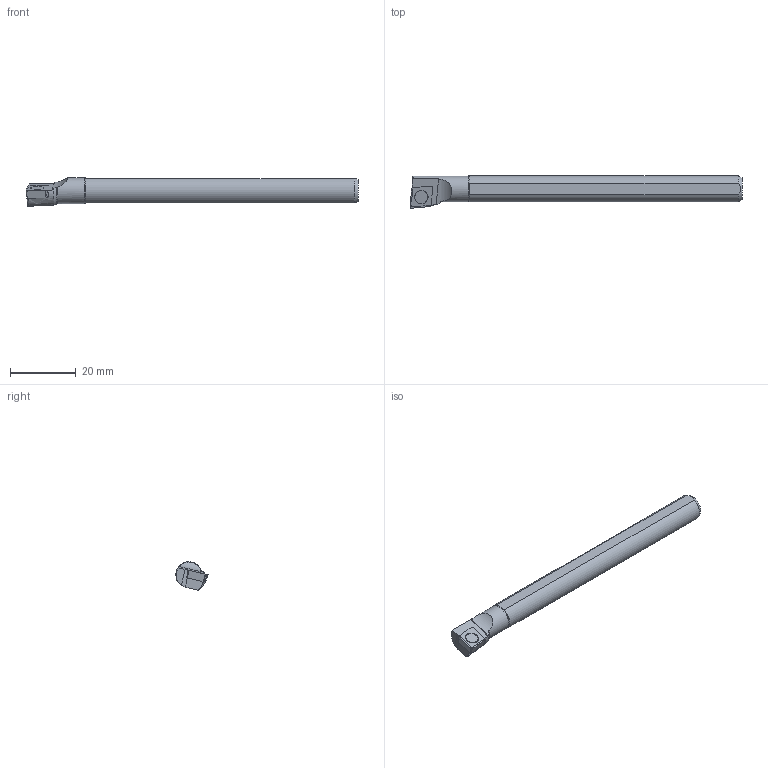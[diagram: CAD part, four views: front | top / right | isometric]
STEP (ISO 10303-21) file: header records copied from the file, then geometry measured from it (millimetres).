
FILE_DESCRIPTION(/* description */ (''),/* implementation_level */ '2;1');
FILE_NAME(/* name */ 'A08HSCLCR06_SIM.stp',/* time_stamp */ '2022-02-21T09:14:28+01:00',/* author */ (''),/* organization */ (''),/* preprocessor_version */ 'ST-DEVELOPER v16.7',/* originating_system */ 'SIEMENS PLM Software NX 12.0',/* authorisation */ '');
FILE_SCHEMA (('AUTOMOTIVE_DESIGN { 1 0 10303 214 3 1 1 1 }'));
Length unit declared in the file: millimetre
Products named in the file (1): model1
Bounding box: 101.09 x 9.86 x 8.63 mm (x, y, z)
Volume: 4836.7 mm3; surface area: 2724.8 mm2
Topology: 2 solids, 2 shells, 43 faces, 110 edges, 72 vertices
Faces by surface type: plane 21, cone 9, cylinder 8, torus 5
Full cylindrical faces by diameter (mm): 2.8 x1, 4.1 x1, 7.8 x1
Entity records: 1432 total; most frequent: CARTESIAN_POINT 426, DIRECTION 198, ORIENTED_EDGE 194, EDGE_CURVE 97, AXIS2_PLACEMENT_3D 80, VERTEX_POINT 68, EDGE_LOOP 55, ADVANCED_FACE 43
